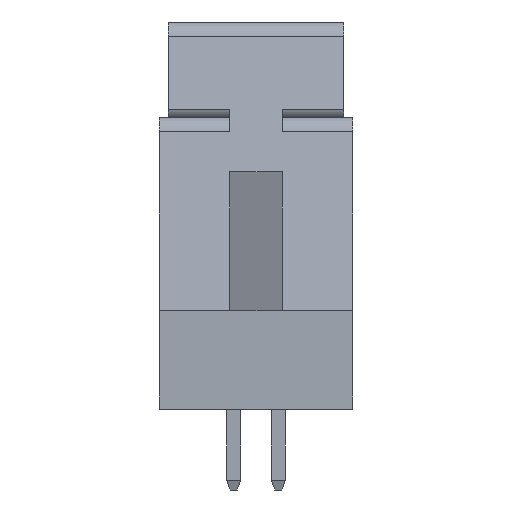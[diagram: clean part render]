
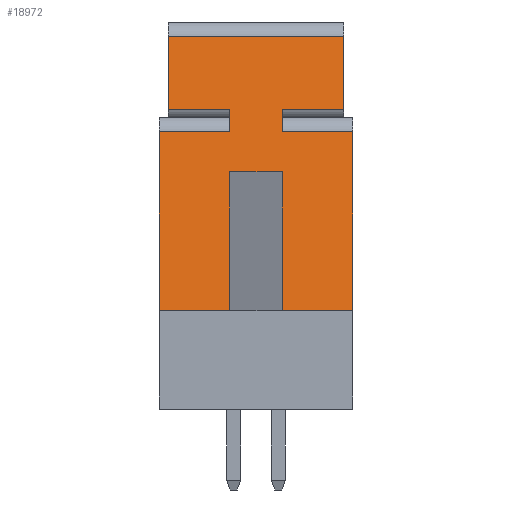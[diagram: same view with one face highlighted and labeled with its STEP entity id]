
A CAD part, left-side view. The second image highlights one B-rep face of the part: STEP entity #18972.
In plain terms, the highlighted planar face has unit normal (-0.985, 0, 0.174).
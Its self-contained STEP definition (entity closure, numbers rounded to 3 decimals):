
#265 = DIRECTION ( 'NONE',  ( -0.174, 0., -0.985 ) ) ;
#316 = EDGE_CURVE ( 'NONE', #14780, #5931, #16302, .T. ) ;
#401 = EDGE_CURVE ( 'NONE', #3074, #13887, #12932, .T. ) ;
#1115 = VECTOR ( 'NONE', #8375, 1000. ) ;
#1116 = LINE ( 'NONE', #8480, #9410 ) ;
#1207 = LINE ( 'NONE', #8576, #6267 ) ;
#1738 = VERTEX_POINT ( 'NONE', #6474 ) ;
#2023 = VECTOR ( 'NONE', #4347, 1000. ) ;
#2126 = VECTOR ( 'NONE', #6749, 1000. ) ;
#2271 = VECTOR ( 'NONE', #16828, 1000. ) ;
#2421 = CARTESIAN_POINT ( 'NONE',  ( -19.255, 0.75, 6.742 ) ) ;
#2428 = CARTESIAN_POINT ( 'NONE',  ( -19.95, -0.75, 2.8 ) ) ;
#2432 = CARTESIAN_POINT ( 'NONE',  ( -19.95, -0.75, 2.8 ) ) ;
#2781 = VECTOR ( 'NONE', #8120, 1000. ) ;
#2892 = CARTESIAN_POINT ( 'NONE',  ( -18.577, -2.5, 10.587 ) ) ;
#3074 = VERTEX_POINT ( 'NONE', #15050 ) ;
#3368 = DIRECTION ( 'NONE',  ( 0.174, 0., 0.985 ) ) ;
#3653 = LINE ( 'NONE', #5580, #19409 ) ;
#3674 = VECTOR ( 'NONE', #5912, 1000. ) ;
#3698 = EDGE_CURVE ( 'NONE', #20399, #22260, #1116, .T. ) ;
#3956 = EDGE_CURVE ( 'NONE', #13887, #13080, #20520, .T. ) ;
#4134 = VECTOR ( 'NONE', #265, 1000. ) ;
#4174 = VECTOR ( 'NONE', #15725, 1000. ) ;
#4347 = DIRECTION ( 'NONE',  ( 0., 1., 0. ) ) ;
#4808 = VERTEX_POINT ( 'NONE', #23124 ) ;
#4843 = VERTEX_POINT ( 'NONE', #18885 ) ;
#4892 = ORIENTED_EDGE ( 'NONE', *, *, #7193, .T. ) ;
#4942 = FACE_OUTER_BOUND ( 'NONE', #9968, .T. ) ;
#5091 = CARTESIAN_POINT ( 'NONE',  ( -19.95, 8.15, 2.8 ) ) ;
#5580 = CARTESIAN_POINT ( 'NONE',  ( -18.577, -0.75, 10.587 ) ) ;
#5912 = DIRECTION ( 'NONE',  ( 0., 1., 0. ) ) ;
#5931 = VERTEX_POINT ( 'NONE', #16900 ) ;
#6267 = VECTOR ( 'NONE', #3368, 1000. ) ;
#6464 = ORIENTED_EDGE ( 'NONE', *, *, #10244, .F. ) ;
#6474 = CARTESIAN_POINT ( 'NONE',  ( -18.944, 2.5, 8.508 ) ) ;
#6749 = DIRECTION ( 'NONE',  ( 0.174, 0., 0.985 ) ) ;
#6990 = EDGE_CURVE ( 'NONE', #21900, #1738, #14139, .T. ) ;
#7018 = CARTESIAN_POINT ( 'NONE',  ( -19.255, -0.75, 6.742 ) ) ;
#7031 = DIRECTION ( 'NONE',  ( -0.174, 0., -0.985 ) ) ;
#7193 = EDGE_CURVE ( 'NONE', #20399, #21900, #3653, .T. ) ;
#7327 = ORIENTED_EDGE ( 'NONE', *, *, #15983, .F. ) ;
#7341 = CARTESIAN_POINT ( 'NONE',  ( -18.944, -0.75, 8.508 ) ) ;
#7492 = VECTOR ( 'NONE', #9785, 1000. ) ;
#7581 = EDGE_CURVE ( 'NONE', #20553, #10295, #20627, .T. ) ;
#8095 = CARTESIAN_POINT ( 'NONE',  ( -19.053, 8.15, 7.887 ) ) ;
#8120 = DIRECTION ( 'NONE',  ( 0., 1., 0. ) ) ;
#8375 = DIRECTION ( 'NONE',  ( 0., -1., 0. ) ) ;
#8480 = CARTESIAN_POINT ( 'NONE',  ( -18.504, -2.5, 11. ) ) ;
#8535 = ORIENTED_EDGE ( 'NONE', *, *, #316, .T. ) ;
#8562 = LINE ( 'NONE', #23292, #2126 ) ;
#8576 = CARTESIAN_POINT ( 'NONE',  ( -19.95, -2.75, 2.8 ) ) ;
#9050 = CARTESIAN_POINT ( 'NONE',  ( -19.255, -0.75, 6.742 ) ) ;
#9058 = CARTESIAN_POINT ( 'NONE',  ( -19.255, -0.75, 6.742 ) ) ;
#9410 = VECTOR ( 'NONE', #12322, 1000. ) ;
#9443 = ORIENTED_EDGE ( 'NONE', *, *, #11302, .F. ) ;
#9535 = VERTEX_POINT ( 'NONE', #22053 ) ;
#9785 = DIRECTION ( 'NONE',  ( -0.174, 0., -0.985 ) ) ;
#9968 = EDGE_LOOP ( 'NONE', ( #10475, #4892, #16812, #9443, #20042, #18613, #7327, #12942, #10005, #6464, #13832, #8535, #12868, #15775, #15016, #18154 ) ) ;
#10005 = ORIENTED_EDGE ( 'NONE', *, *, #20515, .T. ) ;
#10244 = EDGE_CURVE ( 'NONE', #9535, #12672, #16181, .T. ) ;
#10295 = VERTEX_POINT ( 'NONE', #18121 ) ;
#10475 = ORIENTED_EDGE ( 'NONE', *, *, #3698, .F. ) ;
#11284 = LINE ( 'NONE', #15373, #2271 ) ;
#11302 = EDGE_CURVE ( 'NONE', #3074, #1738, #22612, .T. ) ;
#11446 = VECTOR ( 'NONE', #12330, 1000. ) ;
#11459 = CARTESIAN_POINT ( 'NONE',  ( -19.053, 8.15, 7.887 ) ) ;
#11677 = EDGE_CURVE ( 'NONE', #4843, #10295, #15685, .T. ) ;
#12322 = DIRECTION ( 'NONE',  ( -0.174, 0., -0.985 ) ) ;
#12330 = DIRECTION ( 'NONE',  ( 0., -1., 0. ) ) ;
#12672 = VERTEX_POINT ( 'NONE', #13225 ) ;
#12868 = ORIENTED_EDGE ( 'NONE', *, *, #18977, .T. ) ;
#12932 = LINE ( 'NONE', #2421, #4134 ) ;
#12942 = ORIENTED_EDGE ( 'NONE', *, *, #14403, .T. ) ;
#13075 = CARTESIAN_POINT ( 'NONE',  ( -19.95, 2.75, 2.8 ) ) ;
#13080 = VERTEX_POINT ( 'NONE', #20225 ) ;
#13225 = CARTESIAN_POINT ( 'NONE',  ( -19.255, 0.75, 6.742 ) ) ;
#13421 = CARTESIAN_POINT ( 'NONE',  ( -18.944, -2.5, 8.508 ) ) ;
#13610 = EDGE_CURVE ( 'NONE', #9535, #14780, #18953, .T. ) ;
#13832 = ORIENTED_EDGE ( 'NONE', *, *, #13610, .T. ) ;
#13887 = VERTEX_POINT ( 'NONE', #19165 ) ;
#13969 = AXIS2_PLACEMENT_3D ( 'NONE', #9050, #19665, #21597 ) ;
#14139 = LINE ( 'NONE', #19586, #19020 ) ;
#14403 = EDGE_CURVE ( 'NONE', #17177, #4808, #15486, .T. ) ;
#14552 = VECTOR ( 'NONE', #16397, 1000. ) ;
#14746 = DIRECTION ( 'NONE',  ( 0., 1., 0. ) ) ;
#14780 = VERTEX_POINT ( 'NONE', #2432 ) ;
#15016 = ORIENTED_EDGE ( 'NONE', *, *, #7581, .F. ) ;
#15050 = CARTESIAN_POINT ( 'NONE',  ( -18.944, 0.75, 8.508 ) ) ;
#15373 = CARTESIAN_POINT ( 'NONE',  ( -18.565, 2.75, 10.656 ) ) ;
#15486 = LINE ( 'NONE', #22745, #1115 ) ;
#15685 = LINE ( 'NONE', #8095, #2023 ) ;
#15725 = DIRECTION ( 'NONE',  ( 0., 1., 0. ) ) ;
#15775 = ORIENTED_EDGE ( 'NONE', *, *, #11677, .T. ) ;
#15983 = EDGE_CURVE ( 'NONE', #17177, #13080, #11284, .T. ) ;
#16068 = EDGE_CURVE ( 'NONE', #22260, #20553, #21286, .T. ) ;
#16181 = LINE ( 'NONE', #7018, #23078 ) ;
#16302 = LINE ( 'NONE', #5091, #11446 ) ;
#16397 = DIRECTION ( 'NONE',  ( -0.174, 0., -0.985 ) ) ;
#16812 = ORIENTED_EDGE ( 'NONE', *, *, #6990, .T. ) ;
#16828 = DIRECTION ( 'NONE',  ( 0.174, 0., 0.985 ) ) ;
#16888 = CARTESIAN_POINT ( 'NONE',  ( -18.577, 2.5, 10.587 ) ) ;
#16900 = CARTESIAN_POINT ( 'NONE',  ( -19.95, -2.75, 2.8 ) ) ;
#17177 = VERTEX_POINT ( 'NONE', #13075 ) ;
#17548 = CARTESIAN_POINT ( 'NONE',  ( -18.944, -2.5, 8.508 ) ) ;
#18121 = CARTESIAN_POINT ( 'NONE',  ( -19.053, -0.75, 7.887 ) ) ;
#18154 = ORIENTED_EDGE ( 'NONE', *, *, #16068, .F. ) ;
#18613 = ORIENTED_EDGE ( 'NONE', *, *, #3956, .T. ) ;
#18885 = CARTESIAN_POINT ( 'NONE',  ( -19.053, -2.75, 7.887 ) ) ;
#18953 = LINE ( 'NONE', #2428, #7492 ) ;
#18972 = ADVANCED_FACE ( 'NONE', ( #4942 ), #19907, .F. ) ;
#18977 = EDGE_CURVE ( 'NONE', #5931, #4843, #1207, .T. ) ;
#18999 = CARTESIAN_POINT ( 'NONE',  ( -18.944, -2.5, 8.508 ) ) ;
#19020 = VECTOR ( 'NONE', #7031, 1000. ) ;
#19165 = CARTESIAN_POINT ( 'NONE',  ( -19.053, 0.75, 7.887 ) ) ;
#19409 = VECTOR ( 'NONE', #14746, 1000. ) ;
#19586 = CARTESIAN_POINT ( 'NONE',  ( -18.504, 2.5, 11. ) ) ;
#19665 = DIRECTION ( 'NONE',  ( 0.985, 0., -0.174 ) ) ;
#19907 = PLANE ( 'NONE',  #13969 ) ;
#20042 = ORIENTED_EDGE ( 'NONE', *, *, #401, .T. ) ;
#20225 = CARTESIAN_POINT ( 'NONE',  ( -19.053, 2.75, 7.887 ) ) ;
#20399 = VERTEX_POINT ( 'NONE', #2892 ) ;
#20515 = EDGE_CURVE ( 'NONE', #4808, #12672, #8562, .T. ) ;
#20520 = LINE ( 'NONE', #11459, #3674 ) ;
#20553 = VERTEX_POINT ( 'NONE', #7341 ) ;
#20627 = LINE ( 'NONE', #9058, #14552 ) ;
#21286 = LINE ( 'NONE', #17548, #4174 ) ;
#21597 = DIRECTION ( 'NONE',  ( -0.174, 0., -0.985 ) ) ;
#21622 = DIRECTION ( 'NONE',  ( 0., 1., 0. ) ) ;
#21900 = VERTEX_POINT ( 'NONE', #16888 ) ;
#22053 = CARTESIAN_POINT ( 'NONE',  ( -19.255, -0.75, 6.742 ) ) ;
#22260 = VERTEX_POINT ( 'NONE', #18999 ) ;
#22612 = LINE ( 'NONE', #13421, #2781 ) ;
#22745 = CARTESIAN_POINT ( 'NONE',  ( -19.95, 8.15, 2.8 ) ) ;
#23078 = VECTOR ( 'NONE', #21622, 1000. ) ;
#23124 = CARTESIAN_POINT ( 'NONE',  ( -19.95, 0.75, 2.8 ) ) ;
#23292 = CARTESIAN_POINT ( 'NONE',  ( -19.95, 0.75, 2.8 ) ) ;
